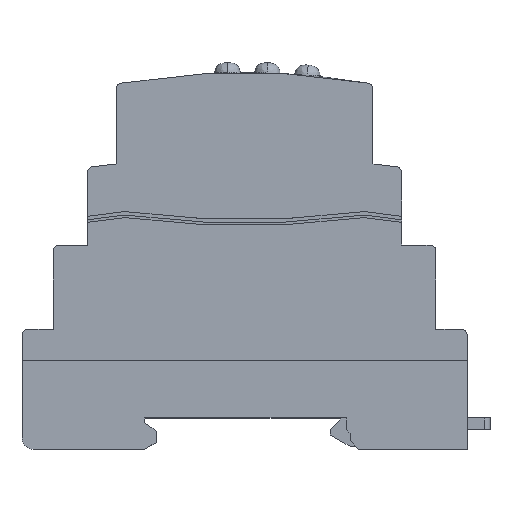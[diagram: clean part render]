
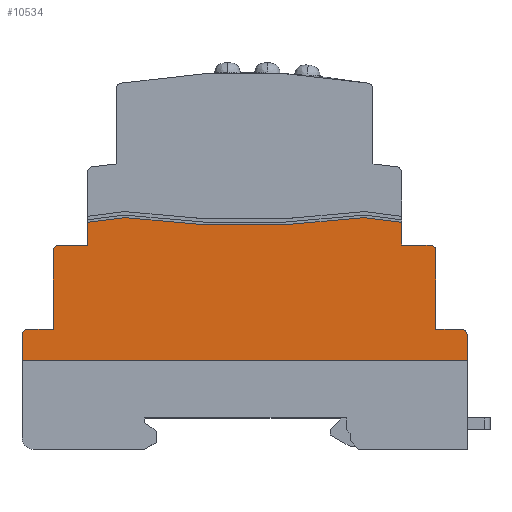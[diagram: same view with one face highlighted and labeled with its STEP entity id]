
A CAD part, top view. The second image highlights one B-rep face of the part: STEP entity #10534.
In plain terms, the highlighted planar face has unit normal (0, 0, 1).
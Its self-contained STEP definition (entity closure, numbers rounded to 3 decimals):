
#92 = LINE ( 'NONE', #8675, #8069 ) ;
#147 = EDGE_CURVE ( 'NONE', #5549, #9486, #7680, .T. ) ;
#288 = DIRECTION ( 'NONE',  ( 1., 0., 0. ) ) ;
#333 = DIRECTION ( 'NONE',  ( 1., 0., 0. ) ) ;
#544 = VECTOR ( 'NONE', #333, 1000. ) ;
#585 = LINE ( 'NONE', #2187, #11143 ) ;
#690 = CARTESIAN_POINT ( 'NONE',  ( 5.5, 21., -4.5 ) ) ;
#691 = DIRECTION ( 'NONE',  ( -1., 0., 0. ) ) ;
#880 = CARTESIAN_POINT ( 'NONE',  ( 5.5, 34.8, -4.5 ) ) ;
#886 = VERTEX_POINT ( 'NONE', #11244 ) ;
#1144 = EDGE_LOOP ( 'NONE', ( #8522, #8062, #6453, #10403, #3861, #8043, #8909, #10215, #2719, #4601, #2215, #8749, #1589, #7053, #9263, #10540, #9076, #7322 ) ) ;
#1195 = CARTESIAN_POINT ( 'NONE',  ( 6.5, 34.8, -4.5 ) ) ;
#1254 = EDGE_CURVE ( 'NONE', #3284, #2665, #3311, .T. ) ;
#1256 = LINE ( 'NONE', #7362, #544 ) ;
#1281 = EDGE_CURVE ( 'NONE', #886, #7265, #2761, .T. ) ;
#1374 = EDGE_CURVE ( 'NONE', #4234, #3038, #585, .T. ) ;
#1559 = CARTESIAN_POINT ( 'NONE',  ( 39., 197.4, -4.5 ) ) ;
#1571 = CARTESIAN_POINT ( 'NONE',  ( 18., 40.6, -4.5 ) ) ;
#1577 = CARTESIAN_POINT ( 'NONE',  ( 72.5, 197.4, -4.5 ) ) ;
#1589 = ORIENTED_EDGE ( 'NONE', *, *, #7585, .T. ) ;
#1728 = VECTOR ( 'NONE', #8390, 1000. ) ;
#1837 = LINE ( 'NONE', #8012, #10901 ) ;
#1862 = DIRECTION ( 'NONE',  ( 1., 0., 0. ) ) ;
#1877 = EDGE_CURVE ( 'NONE', #8720, #9907, #5149, .T. ) ;
#2034 = VECTOR ( 'NONE', #288, 1000. ) ;
#2146 = CARTESIAN_POINT ( 'NONE',  ( 78., 20., -4.5 ) ) ;
#2187 = CARTESIAN_POINT ( 'NONE',  ( 78., 38.3, -4.5 ) ) ;
#2208 = FACE_OUTER_BOUND ( 'NONE', #1144, .T. ) ;
#2215 = ORIENTED_EDGE ( 'NONE', *, *, #3606, .F. ) ;
#2248 = VECTOR ( 'NONE', #8995, 1000. ) ;
#2432 = DIRECTION ( 'NONE',  ( 0., -1., 0. ) ) ;
#2665 = VERTEX_POINT ( 'NONE', #11273 ) ;
#2719 = ORIENTED_EDGE ( 'NONE', *, *, #2853, .F. ) ;
#2744 = CARTESIAN_POINT ( 'NONE',  ( 77., 21., -4.5 ) ) ;
#2761 = LINE ( 'NONE', #9722, #9140 ) ;
#2853 = EDGE_CURVE ( 'NONE', #7040, #4234, #9156, .T. ) ;
#2999 = CARTESIAN_POINT ( 'NONE',  ( 1., 21., -4.5 ) ) ;
#3038 = VERTEX_POINT ( 'NONE', #5538 ) ;
#3284 = VERTEX_POINT ( 'NONE', #2999 ) ;
#3302 = VERTEX_POINT ( 'NONE', #6423 ) ;
#3311 = CIRCLE ( 'NONE', #10233, 1. ) ;
#3413 = DIRECTION ( 'NONE',  ( 0., 1., 0. ) ) ;
#3419 = AXIS2_PLACEMENT_3D ( 'NONE', #1195, #10669, #4564 ) ;
#3430 = DIRECTION ( 'NONE',  ( 0., 0., 1. ) ) ;
#3606 = EDGE_CURVE ( 'NONE', #7837, #8195, #92, .T. ) ;
#3765 = VECTOR ( 'NONE', #3413, 1000. ) ;
#3782 = DIRECTION ( 'NONE',  ( 0., 0., 1. ) ) ;
#3861 = ORIENTED_EDGE ( 'NONE', *, *, #9173, .T. ) ;
#4017 = EDGE_CURVE ( 'NONE', #7265, #2665, #10753, .T. ) ;
#4234 = VERTEX_POINT ( 'NONE', #6644 ) ;
#4328 = VECTOR ( 'NONE', #7923, 1000. ) ;
#4564 = DIRECTION ( 'NONE',  ( 1., 0., 0. ) ) ;
#4601 = ORIENTED_EDGE ( 'NONE', *, *, #9438, .F. ) ;
#4611 = CARTESIAN_POINT ( 'NONE',  ( 71.5, 34.8, -4.5 ) ) ;
#4991 = CARTESIAN_POINT ( 'NONE',  ( 77., 20., -4.5 ) ) ;
#5048 = DIRECTION ( 'NONE',  ( 0., 0., 1. ) ) ;
#5081 = VECTOR ( 'NONE', #10544, 1000. ) ;
#5097 = VERTEX_POINT ( 'NONE', #9724 ) ;
#5149 = CIRCLE ( 'NONE', #7873, 1. ) ;
#5307 = CARTESIAN_POINT ( 'NONE',  ( 39., 35.8, -4.5 ) ) ;
#5412 = LINE ( 'NONE', #8092, #4328 ) ;
#5509 = DIRECTION ( 'NONE',  ( 1., 0., 0. ) ) ;
#5538 = CARTESIAN_POINT ( 'NONE',  ( 66.5, 39.769, -4.5 ) ) ;
#5549 = VERTEX_POINT ( 'NONE', #7318 ) ;
#5593 = CARTESIAN_POINT ( 'NONE',  ( 6.5, 35.8, -4.5 ) ) ;
#5676 = DIRECTION ( 'NONE',  ( 0.992, -0.127, 0. ) ) ;
#5831 = VERTEX_POINT ( 'NONE', #5593 ) ;
#5868 = PLANE ( 'NONE',  #8019 ) ;
#5882 = CARTESIAN_POINT ( 'NONE',  ( 78., 38.3, -4.5 ) ) ;
#6050 = DIRECTION ( 'NONE',  ( 0., 1., 0. ) ) ;
#6081 = EDGE_CURVE ( 'NONE', #3038, #3302, #6498, .T. ) ;
#6359 = CARTESIAN_POINT ( 'NONE',  ( 1., 20., -4.5 ) ) ;
#6423 = CARTESIAN_POINT ( 'NONE',  ( 66.5, 35.8, -4.5 ) ) ;
#6453 = ORIENTED_EDGE ( 'NONE', *, *, #7275, .F. ) ;
#6498 = LINE ( 'NONE', #11061, #1728 ) ;
#6644 = CARTESIAN_POINT ( 'NONE',  ( 60., 40.6, -4.5 ) ) ;
#6661 = CARTESIAN_POINT ( 'NONE',  ( 11.5, 35.8, -4.5 ) ) ;
#6816 = CARTESIAN_POINT ( 'NONE',  ( 11.5, 39.769, -4.5 ) ) ;
#6867 = EDGE_CURVE ( 'NONE', #7523, #7874, #11285, .T. ) ;
#7040 = VERTEX_POINT ( 'NONE', #1571 ) ;
#7053 = ORIENTED_EDGE ( 'NONE', *, *, #6867, .F. ) ;
#7058 = LINE ( 'NONE', #5307, #5081 ) ;
#7087 = LINE ( 'NONE', #8121, #2034 ) ;
#7203 = CARTESIAN_POINT ( 'NONE',  ( 0., 15.5, -4.5 ) ) ;
#7265 = VERTEX_POINT ( 'NONE', #7203 ) ;
#7275 = EDGE_CURVE ( 'NONE', #9486, #9907, #7087, .T. ) ;
#7318 = CARTESIAN_POINT ( 'NONE',  ( 72.5, 34.8, -4.5 ) ) ;
#7322 = ORIENTED_EDGE ( 'NONE', *, *, #1281, .F. ) ;
#7362 = CARTESIAN_POINT ( 'NONE',  ( 39., 35.8, -4.5 ) ) ;
#7523 = VERTEX_POINT ( 'NONE', #690 ) ;
#7585 = EDGE_CURVE ( 'NONE', #5831, #7874, #10976, .T. ) ;
#7646 = VECTOR ( 'NONE', #8393, 1000. ) ;
#7680 = LINE ( 'NONE', #1577, #7865 ) ;
#7733 = EDGE_CURVE ( 'NONE', #3284, #7523, #5412, .T. ) ;
#7837 = VERTEX_POINT ( 'NONE', #6661 ) ;
#7843 = DIRECTION ( 'NONE',  ( 0.992, 0.127, 0. ) ) ;
#7865 = VECTOR ( 'NONE', #2432, 1000. ) ;
#7873 = AXIS2_PLACEMENT_3D ( 'NONE', #4991, #3430, #9316 ) ;
#7874 = VERTEX_POINT ( 'NONE', #880 ) ;
#7923 = DIRECTION ( 'NONE',  ( 1., 0., 0. ) ) ;
#8012 = CARTESIAN_POINT ( 'NONE',  ( 18., 40.6, -4.5 ) ) ;
#8019 = AXIS2_PLACEMENT_3D ( 'NONE', #8379, #10933, #9345 ) ;
#8043 = ORIENTED_EDGE ( 'NONE', *, *, #11292, .F. ) ;
#8062 = ORIENTED_EDGE ( 'NONE', *, *, #1877, .T. ) ;
#8069 = VECTOR ( 'NONE', #6050, 1000. ) ;
#8092 = CARTESIAN_POINT ( 'NONE',  ( 39., 21., -4.5 ) ) ;
#8121 = CARTESIAN_POINT ( 'NONE',  ( 39., 21., -4.5 ) ) ;
#8195 = VERTEX_POINT ( 'NONE', #6816 ) ;
#8363 = AXIS2_PLACEMENT_3D ( 'NONE', #4611, #9218, #1862 ) ;
#8379 = CARTESIAN_POINT ( 'NONE',  ( 39., 197.4, -4.5 ) ) ;
#8390 = DIRECTION ( 'NONE',  ( 0., -1., 0. ) ) ;
#8393 = DIRECTION ( 'NONE',  ( 0., -1., 0. ) ) ;
#8496 = CARTESIAN_POINT ( 'NONE',  ( 5.5, 197.4, -4.5 ) ) ;
#8522 = ORIENTED_EDGE ( 'NONE', *, *, #10212, .F. ) ;
#8655 = EDGE_CURVE ( 'NONE', #5831, #7837, #7058, .T. ) ;
#8675 = CARTESIAN_POINT ( 'NONE',  ( 11.5, 197.4, -4.5 ) ) ;
#8720 = VERTEX_POINT ( 'NONE', #2146 ) ;
#8749 = ORIENTED_EDGE ( 'NONE', *, *, #8655, .F. ) ;
#8909 = ORIENTED_EDGE ( 'NONE', *, *, #6081, .F. ) ;
#8984 = DIRECTION ( 'NONE',  ( -1., 0., 0. ) ) ;
#8995 = DIRECTION ( 'NONE',  ( 0., 1., 0. ) ) ;
#9076 = ORIENTED_EDGE ( 'NONE', *, *, #4017, .F. ) ;
#9140 = VECTOR ( 'NONE', #8984, 1000. ) ;
#9156 = CIRCLE ( 'NONE', #9510, 158.2 ) ;
#9173 = EDGE_CURVE ( 'NONE', #5549, #5097, #11087, .T. ) ;
#9190 = LINE ( 'NONE', #5882, #7646 ) ;
#9218 = DIRECTION ( 'NONE',  ( 0., 0., 1. ) ) ;
#9263 = ORIENTED_EDGE ( 'NONE', *, *, #7733, .F. ) ;
#9316 = DIRECTION ( 'NONE',  ( 1., 0., 0. ) ) ;
#9345 = DIRECTION ( 'NONE',  ( -1., 0., 0. ) ) ;
#9438 = EDGE_CURVE ( 'NONE', #8195, #7040, #1837, .T. ) ;
#9486 = VERTEX_POINT ( 'NONE', #11266 ) ;
#9510 = AXIS2_PLACEMENT_3D ( 'NONE', #1559, #5048, #691 ) ;
#9722 = CARTESIAN_POINT ( 'NONE',  ( 78., 15.5, -4.5 ) ) ;
#9724 = CARTESIAN_POINT ( 'NONE',  ( 71.5, 35.8, -4.5 ) ) ;
#9907 = VERTEX_POINT ( 'NONE', #2744 ) ;
#10212 = EDGE_CURVE ( 'NONE', #8720, #886, #9190, .T. ) ;
#10215 = ORIENTED_EDGE ( 'NONE', *, *, #1374, .F. ) ;
#10233 = AXIS2_PLACEMENT_3D ( 'NONE', #6359, #3782, #5509 ) ;
#10403 = ORIENTED_EDGE ( 'NONE', *, *, #147, .F. ) ;
#10534 = ADVANCED_FACE ( 'NONE', ( #2208 ), #5868, .T. ) ;
#10540 = ORIENTED_EDGE ( 'NONE', *, *, #1254, .T. ) ;
#10544 = DIRECTION ( 'NONE',  ( 1., 0., 0. ) ) ;
#10669 = DIRECTION ( 'NONE',  ( 0., 0., 1. ) ) ;
#10753 = LINE ( 'NONE', #10811, #2248 ) ;
#10811 = CARTESIAN_POINT ( 'NONE',  ( 0., 38.3, -4.5 ) ) ;
#10901 = VECTOR ( 'NONE', #7843, 1000. ) ;
#10933 = DIRECTION ( 'NONE',  ( 0., 0., 1. ) ) ;
#10976 = CIRCLE ( 'NONE', #3419, 1. ) ;
#11061 = CARTESIAN_POINT ( 'NONE',  ( 66.5, 197.4, -4.5 ) ) ;
#11087 = CIRCLE ( 'NONE', #8363, 1. ) ;
#11143 = VECTOR ( 'NONE', #5676, 1000. ) ;
#11244 = CARTESIAN_POINT ( 'NONE',  ( 78., 15.5, -4.5 ) ) ;
#11266 = CARTESIAN_POINT ( 'NONE',  ( 72.5, 21., -4.5 ) ) ;
#11273 = CARTESIAN_POINT ( 'NONE',  ( 0., 20., -4.5 ) ) ;
#11285 = LINE ( 'NONE', #8496, #3765 ) ;
#11292 = EDGE_CURVE ( 'NONE', #3302, #5097, #1256, .T. ) ;
